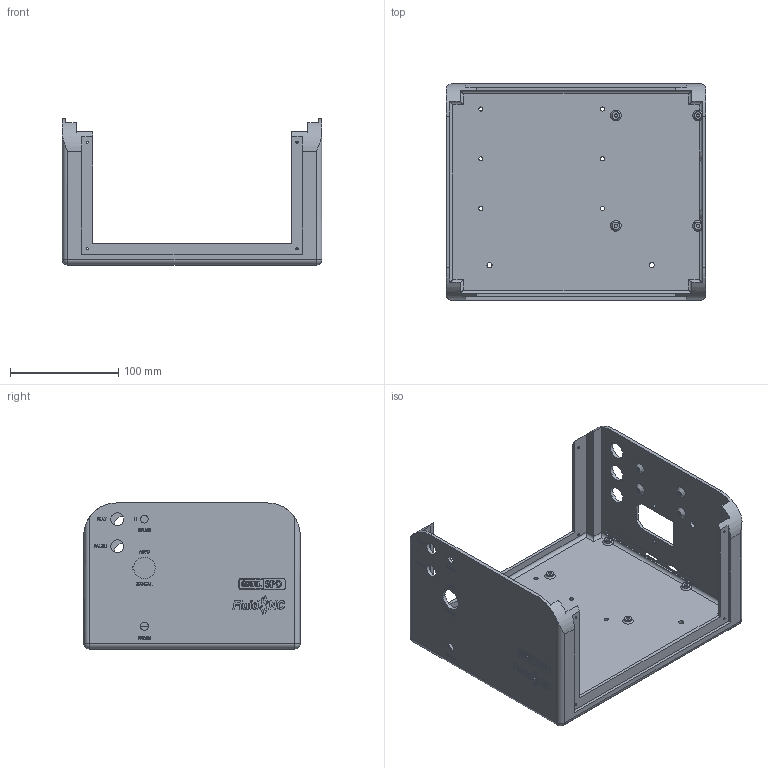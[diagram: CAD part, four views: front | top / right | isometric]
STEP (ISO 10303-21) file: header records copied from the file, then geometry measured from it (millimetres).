
FILE_DESCRIPTION(('FreeCAD Model'),'2;1');
FILE_NAME('Open CASCADE Shape Model','2025-08-10T14:46:06',(''),(''), 'Open CASCADE STEP processor 7.8','FreeCAD','Unknown');
FILE_SCHEMA(('AUTOMOTIVE_DESIGN { 1 0 10303 214 1 1 1 1 }'));
Length unit declared in the file: millimetre
Products named in the file (1): BodyCaseBottom
Bounding box: 240.1 x 200 x 135 mm (x, y, z)
Volume: 722871.8 mm3; surface area: 229525.4 mm2
Topology: 1 solids, 1 shells, 1172 faces, 3112 edges, 2036 vertices
Faces by surface type: extrusion 626, plane 425, cylinder 101, cone 8, torus 4, sphere 4, bspline 4
Full cylindrical faces by diameter (mm): 2.1 x12, 3 x4, 3.67 x2, 3.75 x6, 4.7 x2, 5 x4, 6.5 x1, 7 x5, 7.4 x6, 7.5 x2, 7.6 x1, 12 x2, 15.9 x3
Entity records: 38229 total; most frequent: CARTESIAN_POINT 11226, ORIENTED_EDGE 6216, DIRECTION 3812, EDGE_CURVE 3108, VECTOR 2322, VERTEX_POINT 2036, B_SPLINE_CURVE_WITH_KNOTS 1836, LINE 1696
